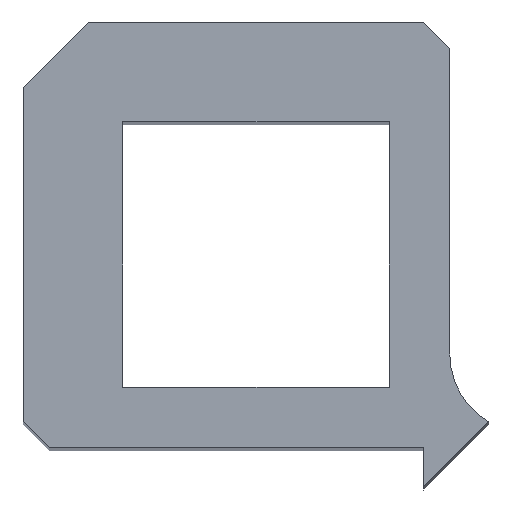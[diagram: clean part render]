
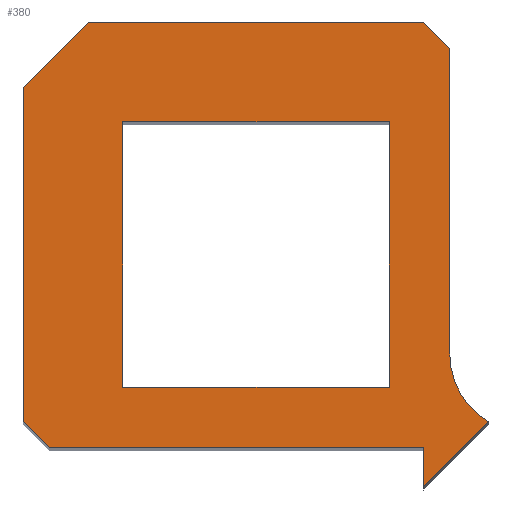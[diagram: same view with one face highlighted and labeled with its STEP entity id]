
A CAD part, top view. The second image highlights one B-rep face of the part: STEP entity #380.
In plain terms, the highlighted planar face has unit normal (0, 0, 1).
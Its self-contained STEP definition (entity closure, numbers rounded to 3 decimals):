
#15=FACE_BOUND('',#69,.T.);
#24=PLANE('',#424);
#46=FACE_OUTER_BOUND('',#68,.T.);
#68=EDGE_LOOP('',(#289,#290,#291,#292,#293,#294,#295,#296,#297,#298));
#69=EDGE_LOOP('',(#299,#300,#301,#302));
#93=LINE('',#579,#136);
#96=LINE('',#585,#139);
#97=LINE('',#587,#140);
#98=LINE('',#588,#141);
#99=LINE('',#590,#142);
#100=LINE('',#592,#143);
#101=LINE('',#594,#144);
#102=LINE('',#596,#145);
#103=LINE('',#597,#146);
#104=LINE('',#600,#147);
#105=LINE('',#602,#148);
#106=LINE('',#604,#149);
#107=LINE('',#605,#150);
#136=VECTOR('',#478,10.);
#139=VECTOR('',#483,10.);
#140=VECTOR('',#484,10.);
#141=VECTOR('',#485,10.);
#142=VECTOR('',#486,10.);
#143=VECTOR('',#487,10.);
#144=VECTOR('',#488,10.);
#145=VECTOR('',#489,10.);
#146=VECTOR('',#490,10.);
#147=VECTOR('',#491,10.);
#148=VECTOR('',#492,10.);
#149=VECTOR('',#493,10.);
#150=VECTOR('',#494,10.);
#174=CIRCLE('',#410,6.);
#183=VERTEX_POINT('',#548);
#184=VERTEX_POINT('',#550);
#192=VERTEX_POINT('',#576);
#193=VERTEX_POINT('',#578);
#195=VERTEX_POINT('',#584);
#196=VERTEX_POINT('',#586);
#197=VERTEX_POINT('',#589);
#198=VERTEX_POINT('',#591);
#199=VERTEX_POINT('',#593);
#200=VERTEX_POINT('',#595);
#201=VERTEX_POINT('',#598);
#202=VERTEX_POINT('',#599);
#203=VERTEX_POINT('',#601);
#204=VERTEX_POINT('',#603);
#217=EDGE_CURVE('',#183,#184,#174,.T.);
#229=EDGE_CURVE('',#193,#192,#93,.T.);
#232=EDGE_CURVE('',#192,#195,#96,.T.);
#233=EDGE_CURVE('',#195,#196,#97,.T.);
#234=EDGE_CURVE('',#196,#184,#98,.T.);
#235=EDGE_CURVE('',#183,#197,#99,.T.);
#236=EDGE_CURVE('',#197,#198,#100,.T.);
#237=EDGE_CURVE('',#199,#198,#101,.T.);
#238=EDGE_CURVE('',#199,#200,#102,.T.);
#239=EDGE_CURVE('',#200,#193,#103,.T.);
#240=EDGE_CURVE('',#201,#202,#104,.F.);
#241=EDGE_CURVE('',#203,#201,#105,.F.);
#242=EDGE_CURVE('',#204,#203,#106,.F.);
#243=EDGE_CURVE('',#202,#204,#107,.F.);
#289=ORIENTED_EDGE('',*,*,#232,.T.);
#290=ORIENTED_EDGE('',*,*,#233,.T.);
#291=ORIENTED_EDGE('',*,*,#234,.T.);
#292=ORIENTED_EDGE('',*,*,#217,.F.);
#293=ORIENTED_EDGE('',*,*,#235,.T.);
#294=ORIENTED_EDGE('',*,*,#236,.T.);
#295=ORIENTED_EDGE('',*,*,#237,.F.);
#296=ORIENTED_EDGE('',*,*,#238,.T.);
#297=ORIENTED_EDGE('',*,*,#239,.T.);
#298=ORIENTED_EDGE('',*,*,#229,.T.);
#299=ORIENTED_EDGE('',*,*,#240,.F.);
#300=ORIENTED_EDGE('',*,*,#241,.F.);
#301=ORIENTED_EDGE('',*,*,#242,.F.);
#302=ORIENTED_EDGE('',*,*,#243,.F.);
#380=ADVANCED_FACE('',(#46,#15),#24,.T.);
#410=AXIS2_PLACEMENT_3D('',#551,#445,#446);
#424=AXIS2_PLACEMENT_3D('',#583,#481,#482);
#445=DIRECTION('center_axis',(0.,0.,
1.));
#446=DIRECTION('ref_axis',(-0.5,-0.866,0.));
#478=DIRECTION('',(0.707,-0.707,0.));
#481=DIRECTION('center_axis',(0.,0.,
1.));
#482=DIRECTION('ref_axis',(0.,1.,0.));
#483=DIRECTION('',(1.,0.,0.));
#484=DIRECTION('',(0.,-1.,0.));
#485=DIRECTION('',(0.707,0.707,0.));
#486=DIRECTION('',(0.,1.,0.));
#487=DIRECTION('',(-0.707,0.707,0.));
#488=DIRECTION('',(1.,0.,0.));
#489=DIRECTION('',(-0.707,-0.707,0.));
#490=DIRECTION('',(0.,-1.,0.));
#491=DIRECTION('',(1.,0.,0.));
#492=DIRECTION('',(0.,-1.,0.));
#493=DIRECTION('',(-1.,0.,0.));
#494=DIRECTION('',(0.,1.,0.));
#548=CARTESIAN_POINT('',(149.853,5.243,47.988));
#550=CARTESIAN_POINT('',(152.853,0.047,47.988));
#551=CARTESIAN_POINT('Origin',(155.853,5.243,47.988));
#576=CARTESIAN_POINT('',(119.147,-1.953,47.988));
#578=CARTESIAN_POINT('',(117.147,0.047,47.988));
#579=CARTESIAN_POINT('',(119.655,-2.461,47.988));
#583=CARTESIAN_POINT('Origin',(117.147,0.047,47.988));
#584=CARTESIAN_POINT('',(147.853,-1.953,47.988));
#585=CARTESIAN_POINT('',(119.647,-1.953,47.988));
#586=CARTESIAN_POINT('',(147.853,-4.953,47.988));
#587=CARTESIAN_POINT('',(147.853,-2.453,47.988));
#588=CARTESIAN_POINT('',(150.345,-2.461,47.988));
#589=CARTESIAN_POINT('',(149.853,28.692,47.988));
#590=CARTESIAN_POINT('',(149.853,51.27,47.988));
#591=CARTESIAN_POINT('',(147.853,30.692,47.988));
#592=CARTESIAN_POINT('',(150.345,28.2,47.988));
#593=CARTESIAN_POINT('',(122.147,30.692,47.988));
#594=CARTESIAN_POINT('',(117.147,30.692,47.988));
#595=CARTESIAN_POINT('',(117.147,25.692,47.988));
#596=CARTESIAN_POINT('',(119.655,28.2,47.988));
#597=CARTESIAN_POINT('',(117.147,6.458,47.988));
#598=CARTESIAN_POINT('',(145.2,23.039,47.988));
#599=CARTESIAN_POINT('',(124.8,23.039,47.988));
#600=CARTESIAN_POINT('',(141.45,23.039,47.988));
#601=CARTESIAN_POINT('',(145.2,2.7,47.988));
#602=CARTESIAN_POINT('',(145.2,21.781,47.988));
#603=CARTESIAN_POINT('',(124.8,2.7,47.988));
#604=CARTESIAN_POINT('',(141.45,2.7,47.988));
#605=CARTESIAN_POINT('',(124.8,19.304,47.988));
